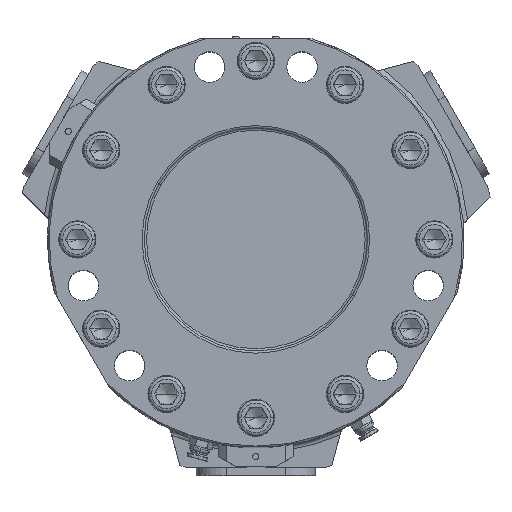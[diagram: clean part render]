
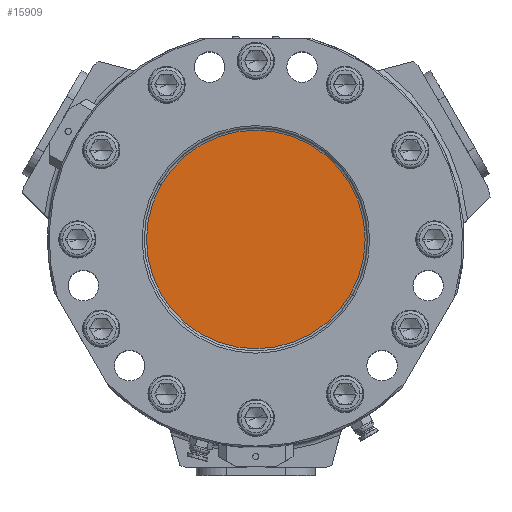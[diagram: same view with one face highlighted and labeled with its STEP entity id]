
A CAD part, top view. The second image highlights one B-rep face of the part: STEP entity #15909.
In plain terms, the highlighted face is planar.
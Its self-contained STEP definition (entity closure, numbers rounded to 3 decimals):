
#252 = CIRCLE ( 'NONE', #10366, 73.5 ) ;
#1236 = CARTESIAN_POINT ( 'NONE',  ( 0., 0., 8. ) ) ;
#4143 = ORIENTED_EDGE ( 'NONE', *, *, #55170, .T. ) ;
#4598 = AXIS2_PLACEMENT_3D ( 'NONE', #32287, #19444, #49538 ) ;
#5530 = CARTESIAN_POINT ( 'NONE',  ( 0., 0., 8. ) ) ;
#5557 = DIRECTION ( 'NONE',  ( -1., 0., 0. ) ) ;
#7774 = EDGE_LOOP ( 'NONE', ( #47557, #4143 ) ) ;
#9891 = DIRECTION ( 'NONE',  ( -1., 0., 0. ) ) ;
#10056 = VERTEX_POINT ( 'NONE', #26165 ) ;
#10366 = AXIS2_PLACEMENT_3D ( 'NONE', #5530, #35781, #9891 ) ;
#10936 = CARTESIAN_POINT ( 'NONE',  ( -73.5, 0., 8. ) ) ;
#12425 = AXIS2_PLACEMENT_3D ( 'NONE', #1236, #31487, #5557 ) ;
#15909 = ADVANCED_FACE ( 'NONE', ( #34303 ), #40905, .T. ) ;
#19444 = DIRECTION ( 'NONE',  ( 0., 0., -1. ) ) ;
#25357 = CIRCLE ( 'NONE', #12425, 73.5 ) ;
#25632 = VERTEX_POINT ( 'NONE', #10936 ) ;
#26165 = CARTESIAN_POINT ( 'NONE',  ( 73.5, 0., 8. ) ) ;
#31487 = DIRECTION ( 'NONE',  ( 0., 0., -1. ) ) ;
#32287 = CARTESIAN_POINT ( 'NONE',  ( 0., 0., 8. ) ) ;
#33284 = EDGE_CURVE ( 'NONE', #25632, #10056, #252, .T. ) ;
#34303 = FACE_OUTER_BOUND ( 'NONE', #7774, .T. ) ;
#35781 = DIRECTION ( 'NONE',  ( 0., 0., -1. ) ) ;
#40905 = PLANE ( 'NONE',  #4598 ) ;
#47557 = ORIENTED_EDGE ( 'NONE', *, *, #33284, .T. ) ;
#49538 = DIRECTION ( 'NONE',  ( -1., 0., 0. ) ) ;
#55170 = EDGE_CURVE ( 'NONE', #10056, #25632, #25357, .T. ) ;
